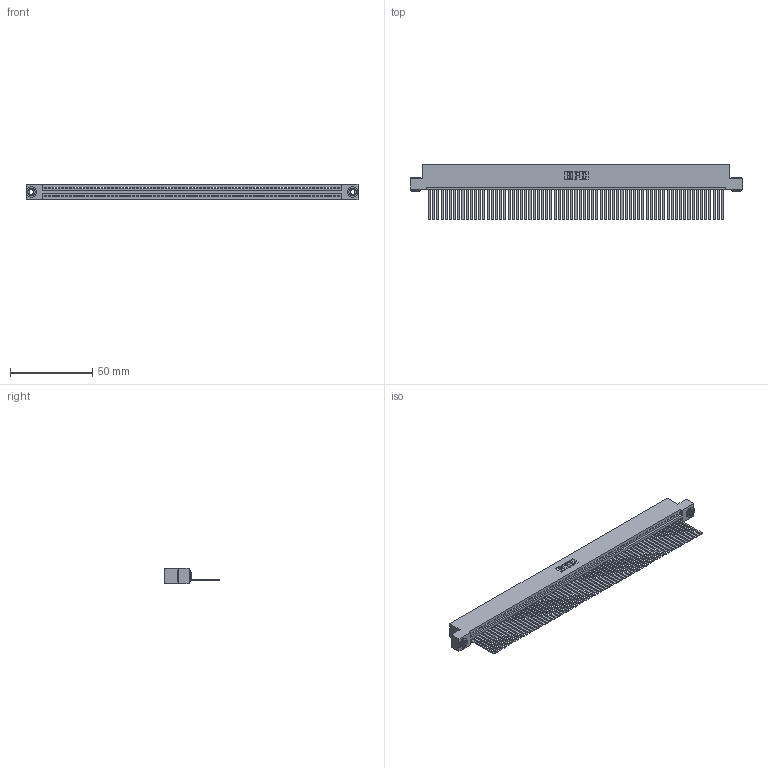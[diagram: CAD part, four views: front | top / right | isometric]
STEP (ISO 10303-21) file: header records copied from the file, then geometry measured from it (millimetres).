
FILE_DESCRIPTION (( 'STEP AP203' ), '1' );
FILE_NAME ('345-071-544-103.STEP', '2019-10-13T00:29:48', ( '' ), ( '' ), 'SwSTEP 2.0', 'SolidWorks 2016', '' );
FILE_SCHEMA (( 'CONFIG_CONTROL_DESIGN' ));
Length unit declared in the file: inch
Products named in the file (4): 345-250-002_345-250-002-102; 345 Part_Flush Mounting Lugs - 0.156 Dia-TH; 345-071-544-103; 345-292-001_345-293-144
Assembly tree (74 placements, depth 2):
  345-071-544-103
    345 Part_Flush Mounting Lugs - 0.156 Dia-TH
    345-292-001_345-293-144  x71
    345-250-002_345-250-002-102  x2
Bounding box: 201.55 x 33.96 x 9.4 mm (x, y, z)
Volume: 20222.5 mm3; surface area: 29951.1 mm2
Topology: 74 solids, 74 shells, 3856 faces, 11635 edges, 7658 vertices
Faces by surface type: plane 2646, cylinder 1202, cone 8
Entity records: 49998 total; most frequent: CARTESIAN_POINT 8636, ORIENTED_EDGE 8634, DIRECTION 7529, EDGE_CURVE 4317, VECTOR 3881, LINE 3881, VERTEX_POINT 2874, AXIS2_PLACEMENT_3D 1824
